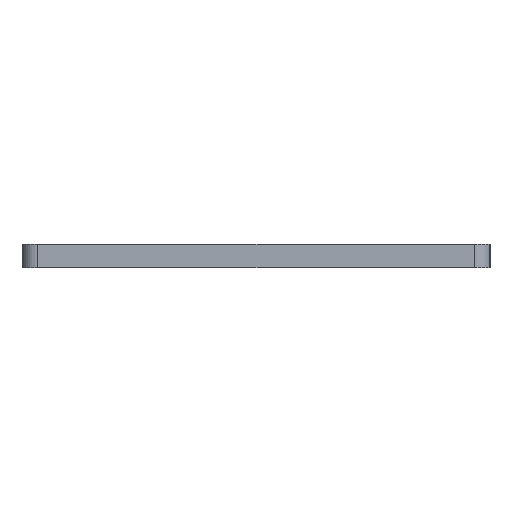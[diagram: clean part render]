
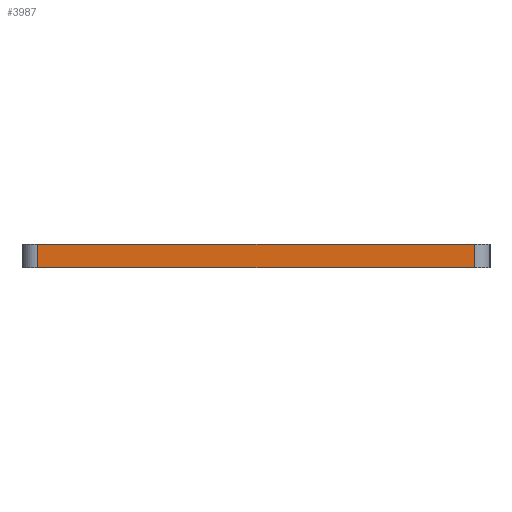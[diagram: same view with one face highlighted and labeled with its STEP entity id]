
A CAD part, left-side view. The second image highlights one B-rep face of the part: STEP entity #3987.
In plain terms, the highlighted planar face has unit normal (-1, 0, 0).
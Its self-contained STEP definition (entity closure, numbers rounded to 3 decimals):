
#123=PLANE('',#4331);
#301=FACE_OUTER_BOUND('',#523,.T.);
#523=EDGE_LOOP('',(#3291,#3292,#3293,#3294));
#853=LINE('',#6378,#1257);
#879=LINE('',#6443,#1283);
#880=LINE('',#6446,#1284);
#881=LINE('',#6447,#1285);
#1257=VECTOR('',#5155,10.);
#1283=VECTOR('',#5247,10.);
#1284=VECTOR('',#5250,10.);
#1285=VECTOR('',#5251,10.);
#1850=VERTEX_POINT('',#6375);
#1851=VERTEX_POINT('',#6377);
#1857=VERTEX_POINT('',#6441);
#1858=VERTEX_POINT('',#6445);
#2341=EDGE_CURVE('',#1851,#1850,#853,.T.);
#2371=EDGE_CURVE('',#1850,#1857,#879,.T.);
#2372=EDGE_CURVE('',#1858,#1857,#880,.T.);
#2373=EDGE_CURVE('',#1851,#1858,#881,.T.);
#3291=ORIENTED_EDGE('',*,*,#2371,.T.);
#3292=ORIENTED_EDGE('',*,*,#2372,.F.);
#3293=ORIENTED_EDGE('',*,*,#2373,.F.);
#3294=ORIENTED_EDGE('',*,*,#2341,.T.);
#3987=ADVANCED_FACE('',(#301),#123,.T.);
#4331=AXIS2_PLACEMENT_3D('',#6444,#5248,#5249);
#5155=DIRECTION('',(0.,-1.,0.));
#5247=DIRECTION('',(0.,0.,1.));
#5248=DIRECTION('center_axis',(-1.,0.,0.));
#5249=DIRECTION('ref_axis',(0.,-1.,0.));
#5250=DIRECTION('',(0.,-1.,0.));
#5251=DIRECTION('',(0.,0.,1.));
#6375=CARTESIAN_POINT('',(-174.069,-18.243,0.));
#6377=CARTESIAN_POINT('',(-174.069,118.483,0.));
#6378=CARTESIAN_POINT('',(-174.069,118.483,0.));
#6441=CARTESIAN_POINT('',(-174.069,-18.243,7.5));
#6443=CARTESIAN_POINT('',(-174.069,-18.243,4.5));
#6444=CARTESIAN_POINT('Origin',(-174.069,118.483,4.5));
#6445=CARTESIAN_POINT('',(-174.069,118.483,7.5));
#6446=CARTESIAN_POINT('',(-174.069,118.483,7.5));
#6447=CARTESIAN_POINT('',(-174.069,118.483,4.5));
